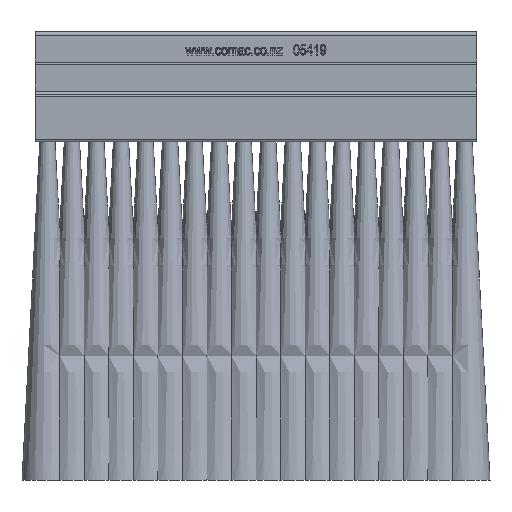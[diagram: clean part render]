
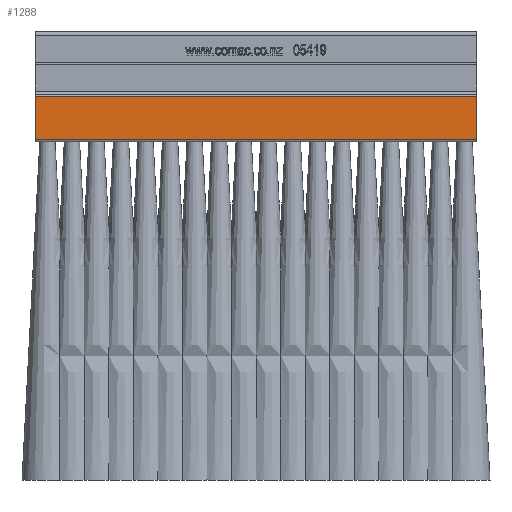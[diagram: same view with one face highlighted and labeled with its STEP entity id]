
A CAD part, top view. The second image highlights one B-rep face of the part: STEP entity #1288.
In plain terms, the highlighted planar face has unit normal (0, 0, 1).
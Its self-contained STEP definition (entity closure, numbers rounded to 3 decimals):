
#248 = LINE ( 'NONE', #2154, #3026 ) ;
#1288 = ADVANCED_FACE ( 'NONE', ( #9593 ), #10720, .F. ) ;
#2065 = VECTOR ( 'NONE', #3895, 1000. ) ;
#2154 = CARTESIAN_POINT ( 'NONE',  ( 63., -0.5, 11.4 ) ) ;
#2974 = EDGE_CURVE ( 'NONE', #3343, #9841, #3792, .T. ) ;
#3026 = VECTOR ( 'NONE', #4837, 1000. ) ;
#3177 = DIRECTION ( 'NONE',  ( 0., -1., 0. ) ) ;
#3337 = CARTESIAN_POINT ( 'NONE',  ( 63., -12.9, 11.4 ) ) ;
#3343 = VERTEX_POINT ( 'NONE', #3337 ) ;
#3792 = LINE ( 'NONE', #12265, #2065 ) ;
#3895 = DIRECTION ( 'NONE',  ( -1., 0., 0. ) ) ;
#4092 = DIRECTION ( 'NONE',  ( 0., -1., 0. ) ) ;
#4810 = ORIENTED_EDGE ( 'NONE', *, *, #2974, .F. ) ;
#4837 = DIRECTION ( 'NONE',  ( -1., 0., 0. ) ) ;
#5198 = DIRECTION ( 'NONE',  ( -1., 0., 0. ) ) ;
#6086 = LINE ( 'NONE', #7987, #8682 ) ;
#6651 = ORIENTED_EDGE ( 'NONE', *, *, #12124, .F. ) ;
#7664 = ORIENTED_EDGE ( 'NONE', *, *, #11294, .T. ) ;
#7987 = CARTESIAN_POINT ( 'NONE',  ( -63., -12.9, 11.4 ) ) ;
#8032 = AXIS2_PLACEMENT_3D ( 'NONE', #13258, #16168, #5198 ) ;
#8221 = VECTOR ( 'NONE', #3177, 1000. ) ;
#8630 = CARTESIAN_POINT ( 'NONE',  ( 63., -0.5, 11.4 ) ) ;
#8682 = VECTOR ( 'NONE', #4092, 1000. ) ;
#9361 = VERTEX_POINT ( 'NONE', #8630 ) ;
#9593 = FACE_OUTER_BOUND ( 'NONE', #14062, .T. ) ;
#9841 = VERTEX_POINT ( 'NONE', #16439 ) ;
#10720 = PLANE ( 'NONE',  #8032 ) ;
#11029 = LINE ( 'NONE', #12399, #8221 ) ;
#11294 = EDGE_CURVE ( 'NONE', #17287, #9841, #6086, .T. ) ;
#12124 = EDGE_CURVE ( 'NONE', #9361, #3343, #11029, .T. ) ;
#12265 = CARTESIAN_POINT ( 'NONE',  ( 63., -12.9, 11.4 ) ) ;
#12399 = CARTESIAN_POINT ( 'NONE',  ( 63., -12.9, 11.4 ) ) ;
#13236 = CARTESIAN_POINT ( 'NONE',  ( -63., -0.5, 11.4 ) ) ;
#13258 = CARTESIAN_POINT ( 'NONE',  ( 63., -12.9, 11.4 ) ) ;
#13512 = ORIENTED_EDGE ( 'NONE', *, *, #17283, .T. ) ;
#14062 = EDGE_LOOP ( 'NONE', ( #7664, #4810, #6651, #13512 ) ) ;
#16168 = DIRECTION ( 'NONE',  ( 0., 0., -1. ) ) ;
#16439 = CARTESIAN_POINT ( 'NONE',  ( -63., -12.9, 11.4 ) ) ;
#17283 = EDGE_CURVE ( 'NONE', #9361, #17287, #248, .T. ) ;
#17287 = VERTEX_POINT ( 'NONE', #13236 ) ;
